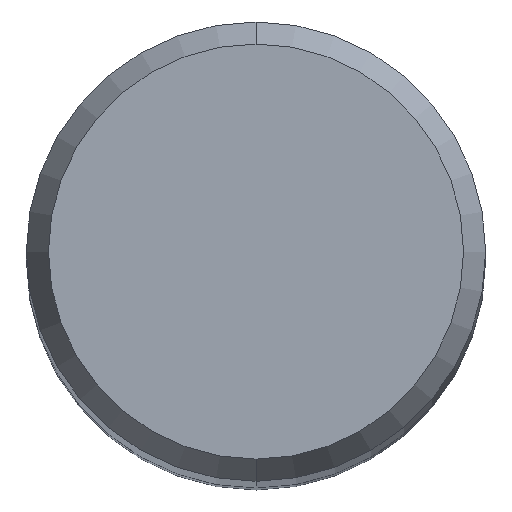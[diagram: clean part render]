
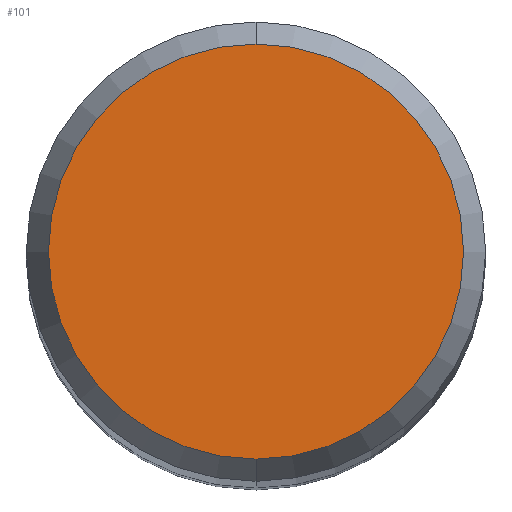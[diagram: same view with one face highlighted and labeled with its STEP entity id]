
A CAD part, top view. The second image highlights one B-rep face of the part: STEP entity #101.
In plain terms, the highlighted planar face has unit normal (0, 0, 1).
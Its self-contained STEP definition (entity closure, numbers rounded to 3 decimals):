
#101=ADVANCED_FACE('',(#222),#223,.T.);
#111=VERTEX_POINT('',#236);
#127=EDGE_CURVE('',#111,#133,#254,.T.);
#133=VERTEX_POINT('',#260);
#167=EDGE_CURVE('',#133,#111,#297,.T.);
#222=FACE_OUTER_BOUND('',#352,.T.);
#223=PLANE('',#353);
#236=CARTESIAN_POINT('',(0.0,4.304,0.0));
#254=CIRCLE('',#390,4.304);
#260=CARTESIAN_POINT('',(0.,-4.304,0.0));
#297=CIRCLE('',#449,4.304);
#352=EDGE_LOOP('',(#492,#493));
#353=AXIS2_PLACEMENT_3D('',#494,#495,#496);
#390=AXIS2_PLACEMENT_3D('',#540,#541,#542);
#449=AXIS2_PLACEMENT_3D('',#591,#592,#593);
#492=ORIENTED_EDGE('',*,*,#127,.F.);
#493=ORIENTED_EDGE('',*,*,#167,.F.);
#494=CARTESIAN_POINT('',(0.0,2.152,0.0));
#495=DIRECTION('',(-0.0,0.0,1.0));
#496=DIRECTION('',(0.0,-1.0,0.0));
#540=CARTESIAN_POINT('',(0.0,0.0,0.0));
#541=DIRECTION('',(0.0,0.0,-1.0));
#542=DIRECTION('',(0.0,1.0,0.0));
#591=CARTESIAN_POINT('',(0.0,0.0,0.0));
#592=DIRECTION('',(0.0,0.0,-1.0));
#593=DIRECTION('',(0.0,1.0,0.0));
